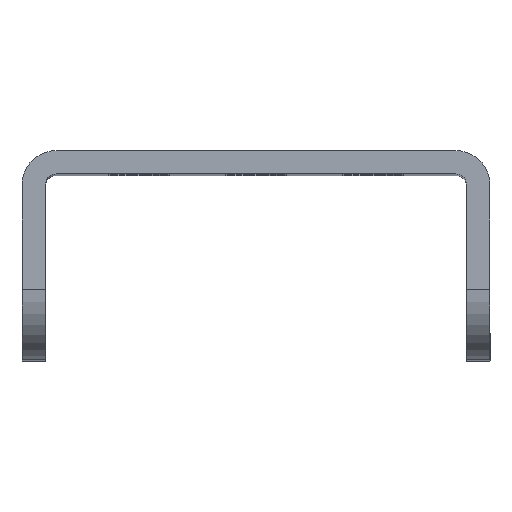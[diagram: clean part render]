
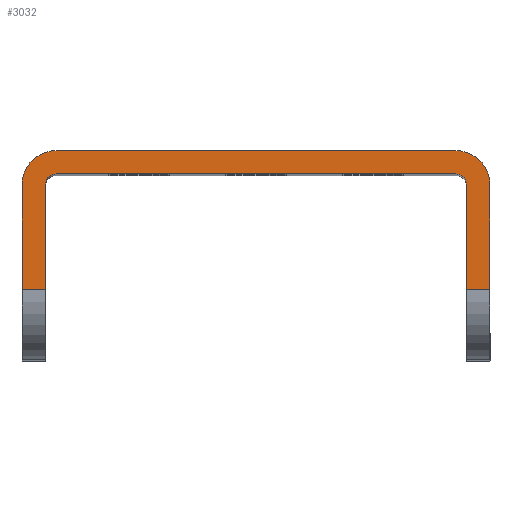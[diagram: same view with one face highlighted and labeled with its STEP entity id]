
A CAD part, top view. The second image highlights one B-rep face of the part: STEP entity #3032.
In plain terms, the highlighted planar face has unit normal (0, 0, 1).
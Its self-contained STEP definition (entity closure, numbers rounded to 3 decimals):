
#3 = DIRECTION ( 'NONE',  ( 1., 0., 0. ) ) ;
#37 = EDGE_CURVE ( 'NONE', #2203, #530, #369, .T. ) ;
#45 = ORIENTED_EDGE ( 'NONE', *, *, #969, .F. ) ;
#111 = CARTESIAN_POINT ( 'NONE',  ( -28.84, -2.757, 392. ) ) ;
#130 = VECTOR ( 'NONE', #3206, 1000. ) ;
#177 = VERTEX_POINT ( 'NONE', #1951 ) ;
#262 = CARTESIAN_POINT ( 'NONE',  ( -56.903, 4.406, 392. ) ) ;
#330 = VECTOR ( 'NONE', #972, 1000. ) ;
#369 = LINE ( 'NONE', #692, #1948 ) ;
#416 = ORIENTED_EDGE ( 'NONE', *, *, #2296, .T. ) ;
#446 = CIRCLE ( 'NONE', #3188, 0.737 ) ;
#456 = VERTEX_POINT ( 'NONE', #2782 ) ;
#530 = VERTEX_POINT ( 'NONE', #2144 ) ;
#539 = CARTESIAN_POINT ( 'NONE',  ( -28.84, 4.406, 392. ) ) ;
#572 = EDGE_CURVE ( 'NONE', #2895, #3598, #2308, .T. ) ;
#640 = LINE ( 'NONE', #1521, #2770 ) ;
#660 = CARTESIAN_POINT ( 'NONE',  ( -56.167, 4.406, 392. ) ) ;
#671 = AXIS2_PLACEMENT_3D ( 'NONE', #660, #1557, #2757 ) ;
#692 = CARTESIAN_POINT ( 'NONE',  ( -56.903, 6.743, 392. ) ) ;
#745 = EDGE_LOOP ( 'NONE', ( #2891, #3025, #416, #45, #3792, #3093, #857, #2394, #1369, #3138, #2245, #2724 ) ) ;
#857 = ORIENTED_EDGE ( 'NONE', *, *, #37, .T. ) ;
#903 = VECTOR ( 'NONE', #1682, 1000. ) ;
#969 = EDGE_CURVE ( 'NONE', #3812, #2954, #1457, .T. ) ;
#972 = DIRECTION ( 'NONE',  ( 0., -1., 0. ) ) ;
#994 = CARTESIAN_POINT ( 'NONE',  ( -56.167, 5.143, 392. ) ) ;
#1005 = CARTESIAN_POINT ( 'NONE',  ( -28.103, 4.406, 392. ) ) ;
#1006 = DIRECTION ( 'NONE',  ( 1., 0., 0. ) ) ;
#1033 = CARTESIAN_POINT ( 'NONE',  ( -56.167, 4.406, 392. ) ) ;
#1096 = EDGE_CURVE ( 'NONE', #177, #2895, #1852, .T. ) ;
#1161 = EDGE_CURVE ( 'NONE', #3795, #3812, #3110, .T. ) ;
#1369 = ORIENTED_EDGE ( 'NONE', *, *, #1980, .F. ) ;
#1457 = LINE ( 'NONE', #3850, #903 ) ;
#1521 = CARTESIAN_POINT ( 'NONE',  ( -28.103, 6.743, 392. ) ) ;
#1535 = VECTOR ( 'NONE', #3516, 1000. ) ;
#1557 = DIRECTION ( 'NONE',  ( 0., 0., -1. ) ) ;
#1563 = CARTESIAN_POINT ( 'NONE',  ( -58.503, 4.406, 392. ) ) ;
#1599 = VERTEX_POINT ( 'NONE', #1005 ) ;
#1682 = DIRECTION ( 'NONE',  ( -1., 0., 0. ) ) ;
#1746 = CARTESIAN_POINT ( 'NONE',  ( -26.503, -2.757, 392. ) ) ;
#1852 = CIRCLE ( 'NONE', #3384, 0.737 ) ;
#1882 = DIRECTION ( 'NONE',  ( -1., 0., 0. ) ) ;
#1913 = DIRECTION ( 'NONE',  ( 0., 0., -1. ) ) ;
#1934 = CARTESIAN_POINT ( 'NONE',  ( -26.503, 6.743, 392. ) ) ;
#1948 = VECTOR ( 'NONE', #2752, 1000. ) ;
#1951 = CARTESIAN_POINT ( 'NONE',  ( -56.903, 4.406, 392. ) ) ;
#1964 = CARTESIAN_POINT ( 'NONE',  ( -58.503, -7.557, 392. ) ) ;
#1966 = CARTESIAN_POINT ( 'NONE',  ( -56.903, -7.557, 392. ) ) ;
#1980 = EDGE_CURVE ( 'NONE', #456, #3474, #2281, .T. ) ;
#1995 = CARTESIAN_POINT ( 'NONE',  ( -58.503, 5.143, 392. ) ) ;
#2099 = CARTESIAN_POINT ( 'NONE',  ( -28.84, 6.743, 392. ) ) ;
#2117 = FACE_OUTER_BOUND ( 'NONE', #745, .T. ) ;
#2144 = CARTESIAN_POINT ( 'NONE',  ( -56.167, 6.743, 392. ) ) ;
#2202 = CARTESIAN_POINT ( 'NONE',  ( -28.84, 4.406, 392. ) ) ;
#2203 = VERTEX_POINT ( 'NONE', #2099 ) ;
#2245 = ORIENTED_EDGE ( 'NONE', *, *, #3674, .T. ) ;
#2270 = EDGE_CURVE ( 'NONE', #3474, #530, #2331, .T. ) ;
#2281 = LINE ( 'NONE', #1964, #2975 ) ;
#2296 = EDGE_CURVE ( 'NONE', #1599, #2954, #640, .T. ) ;
#2308 = LINE ( 'NONE', #1995, #3504 ) ;
#2331 = CIRCLE ( 'NONE', #671, 2.337 ) ;
#2352 = AXIS2_PLACEMENT_3D ( 'NONE', #262, #3603, #3 ) ;
#2355 = CARTESIAN_POINT ( 'NONE',  ( -28.103, -2.757, 392. ) ) ;
#2394 = ORIENTED_EDGE ( 'NONE', *, *, #2270, .F. ) ;
#2425 = CARTESIAN_POINT ( 'NONE',  ( -28.84, 5.143, 392. ) ) ;
#2542 = CARTESIAN_POINT ( 'NONE',  ( -26.503, 4.406, 392. ) ) ;
#2604 = LINE ( 'NONE', #1966, #130 ) ;
#2621 = EDGE_CURVE ( 'NONE', #2203, #3795, #3436, .T. ) ;
#2637 = DIRECTION ( 'NONE',  ( 0., 0., -1. ) ) ;
#2724 = ORIENTED_EDGE ( 'NONE', *, *, #1096, .T. ) ;
#2737 = DIRECTION ( 'NONE',  ( 0., -1., 0. ) ) ;
#2752 = DIRECTION ( 'NONE',  ( -1., 0., 0. ) ) ;
#2757 = DIRECTION ( 'NONE',  ( -1., 0., 0. ) ) ;
#2770 = VECTOR ( 'NONE', #2737, 1000. ) ;
#2782 = CARTESIAN_POINT ( 'NONE',  ( -58.503, -2.757, 392. ) ) ;
#2891 = ORIENTED_EDGE ( 'NONE', *, *, #572, .T. ) ;
#2895 = VERTEX_POINT ( 'NONE', #994 ) ;
#2954 = VERTEX_POINT ( 'NONE', #2355 ) ;
#2975 = VECTOR ( 'NONE', #3456, 1000. ) ;
#2978 = DIRECTION ( 'NONE',  ( -1., 0., 0. ) ) ;
#3025 = ORIENTED_EDGE ( 'NONE', *, *, #3513, .T. ) ;
#3032 = ADVANCED_FACE ( 'NONE', ( #2117 ), #3911, .T. ) ;
#3036 = CARTESIAN_POINT ( 'NONE',  ( -56.903, -2.757, 392. ) ) ;
#3084 = DIRECTION ( 'NONE',  ( 0., 0., -1. ) ) ;
#3093 = ORIENTED_EDGE ( 'NONE', *, *, #2621, .F. ) ;
#3110 = LINE ( 'NONE', #1934, #330 ) ;
#3116 = VERTEX_POINT ( 'NONE', #3036 ) ;
#3138 = ORIENTED_EDGE ( 'NONE', *, *, #3751, .T. ) ;
#3188 = AXIS2_PLACEMENT_3D ( 'NONE', #2202, #3084, #1882 ) ;
#3206 = DIRECTION ( 'NONE',  ( 0., 1., 0. ) ) ;
#3384 = AXIS2_PLACEMENT_3D ( 'NONE', #1033, #1913, #3738 ) ;
#3436 = CIRCLE ( 'NONE', #3749, 2.337 ) ;
#3456 = DIRECTION ( 'NONE',  ( 0., 1., 0. ) ) ;
#3474 = VERTEX_POINT ( 'NONE', #1563 ) ;
#3493 = LINE ( 'NONE', #111, #1535 ) ;
#3504 = VECTOR ( 'NONE', #1006, 1000. ) ;
#3513 = EDGE_CURVE ( 'NONE', #3598, #1599, #446, .T. ) ;
#3516 = DIRECTION ( 'NONE',  ( 1., 0., 0. ) ) ;
#3598 = VERTEX_POINT ( 'NONE', #2425 ) ;
#3603 = DIRECTION ( 'NONE',  ( 0., 0., 1. ) ) ;
#3674 = EDGE_CURVE ( 'NONE', #3116, #177, #2604, .T. ) ;
#3738 = DIRECTION ( 'NONE',  ( -1., 0., 0. ) ) ;
#3749 = AXIS2_PLACEMENT_3D ( 'NONE', #539, #2637, #2978 ) ;
#3751 = EDGE_CURVE ( 'NONE', #456, #3116, #3493, .T. ) ;
#3792 = ORIENTED_EDGE ( 'NONE', *, *, #1161, .F. ) ;
#3795 = VERTEX_POINT ( 'NONE', #2542 ) ;
#3812 = VERTEX_POINT ( 'NONE', #1746 ) ;
#3850 = CARTESIAN_POINT ( 'NONE',  ( -26.503, -2.757, 392. ) ) ;
#3911 = PLANE ( 'NONE',  #2352 ) ;
